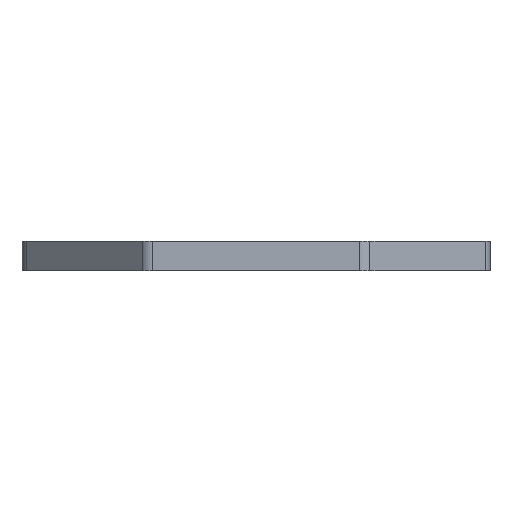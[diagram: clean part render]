
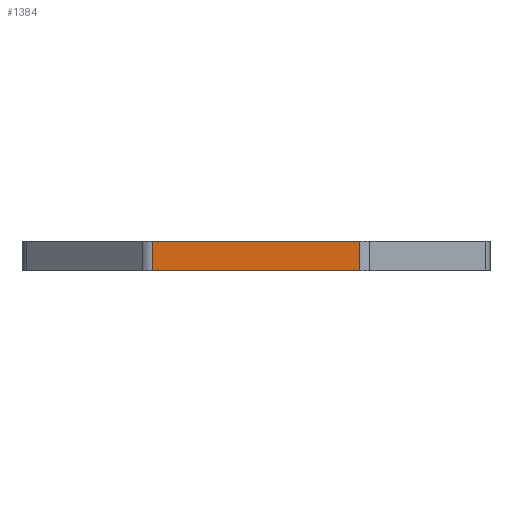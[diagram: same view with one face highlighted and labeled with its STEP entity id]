
A CAD part, front view. The second image highlights one B-rep face of the part: STEP entity #1384.
In plain terms, the highlighted planar face has unit normal (0, -1, 0).
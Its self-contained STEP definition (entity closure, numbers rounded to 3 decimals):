
#183 = DIRECTION ( 'NONE',  ( 0., 0., 1. ) ) ;
#224 = PLANE ( 'NONE',  #2260 ) ;
#255 = VECTOR ( 'NONE', #3865, 1000. ) ;
#328 = ORIENTED_EDGE ( 'NONE', *, *, #3736, .F. ) ;
#348 = LINE ( 'NONE', #2680, #1993 ) ;
#504 = VERTEX_POINT ( 'NONE', #3744 ) ;
#589 = VERTEX_POINT ( 'NONE', #3801 ) ;
#647 = VECTOR ( 'NONE', #1186, 1000. ) ;
#762 = VERTEX_POINT ( 'NONE', #1925 ) ;
#1171 = CARTESIAN_POINT ( 'NONE',  ( -160., 0., 20. ) ) ;
#1186 = DIRECTION ( 'NONE',  ( 0., 0., -1. ) ) ;
#1356 = ORIENTED_EDGE ( 'NONE', *, *, #1932, .T. ) ;
#1384 = ADVANCED_FACE ( 'NONE', ( #3296 ), #224, .F. ) ;
#1615 = CARTESIAN_POINT ( 'NONE',  ( -160., 0., 0. ) ) ;
#1694 = DIRECTION ( 'NONE',  ( 1., 0., 0. ) ) ;
#1714 = CARTESIAN_POINT ( 'NONE',  ( 70.858, 0., 20. ) ) ;
#1759 = EDGE_CURVE ( 'NONE', #504, #589, #3533, .T. ) ;
#1925 = CARTESIAN_POINT ( 'NONE',  ( -70.858, 0., 0. ) ) ;
#1932 = EDGE_CURVE ( 'NONE', #3202, #762, #2725, .T. ) ;
#1993 = VECTOR ( 'NONE', #3594, 1000. ) ;
#2051 = CARTESIAN_POINT ( 'NONE',  ( -70.858, 0., 20. ) ) ;
#2069 = VECTOR ( 'NONE', #1694, 1000. ) ;
#2123 = EDGE_CURVE ( 'NONE', #762, #504, #2290, .T. ) ;
#2159 = CARTESIAN_POINT ( 'NONE',  ( -70.858, 0., 20. ) ) ;
#2260 = AXIS2_PLACEMENT_3D ( 'NONE', #1171, #3580, #183 ) ;
#2281 = ORIENTED_EDGE ( 'NONE', *, *, #1759, .T. ) ;
#2290 = LINE ( 'NONE', #1615, #2069 ) ;
#2680 = CARTESIAN_POINT ( 'NONE',  ( -160., 0., 20. ) ) ;
#2725 = LINE ( 'NONE', #2051, #647 ) ;
#3074 = ORIENTED_EDGE ( 'NONE', *, *, #2123, .T. ) ;
#3136 = EDGE_LOOP ( 'NONE', ( #3074, #2281, #328, #1356 ) ) ;
#3202 = VERTEX_POINT ( 'NONE', #2159 ) ;
#3296 = FACE_OUTER_BOUND ( 'NONE', #3136, .T. ) ;
#3533 = LINE ( 'NONE', #1714, #255 ) ;
#3580 = DIRECTION ( 'NONE',  ( 0., 1., 0. ) ) ;
#3594 = DIRECTION ( 'NONE',  ( 1., 0., 0. ) ) ;
#3736 = EDGE_CURVE ( 'NONE', #3202, #589, #348, .T. ) ;
#3744 = CARTESIAN_POINT ( 'NONE',  ( 70.858, 0., 0. ) ) ;
#3801 = CARTESIAN_POINT ( 'NONE',  ( 70.858, 0., 20. ) ) ;
#3865 = DIRECTION ( 'NONE',  ( 0., 0., 1. ) ) ;
